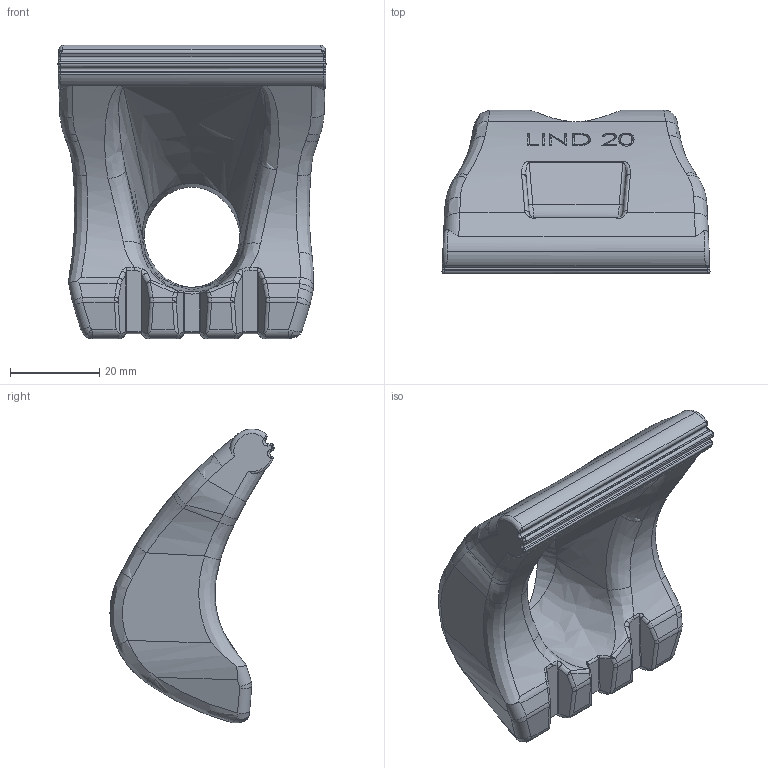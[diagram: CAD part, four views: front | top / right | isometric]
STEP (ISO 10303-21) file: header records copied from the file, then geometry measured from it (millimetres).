
FILE_DESCRIPTION (( 'STEP AP203' ), '1' );
FILE_NAME ('LS M20.STEP', '2009-02-18T10:08:58', ( 'Gregorzyk' ), ( 'Lindapter' ), 'SwSTEP 2.0', 'SolidWorks 2009', '' );
FILE_SCHEMA (( 'CONFIG_CONTROL_DESIGN' ));
Length unit declared in the file: millimetre
Products named in the file (1): LS M20
Bounding box: 59.92 x 36.68 x 65.71 mm (x, y, z)
Volume: 46763.9 mm3; surface area: 12575.1 mm2
Topology: 1 solids, 1 shells, 353 faces, 921 edges, 564 vertices
Faces by surface type: bspline 168, cylinder 84, plane 81, torus 12, sphere 8
Entity records: 16507 total; most frequent: CARTESIAN_POINT 9360, ORIENTED_EDGE 1816, DIRECTION 1027, EDGE_CURVE 908, VERTEX_POINT 561, AXIS2_PLACEMENT_3D 371, EDGE_LOOP 361, ADVANCED_FACE 353
